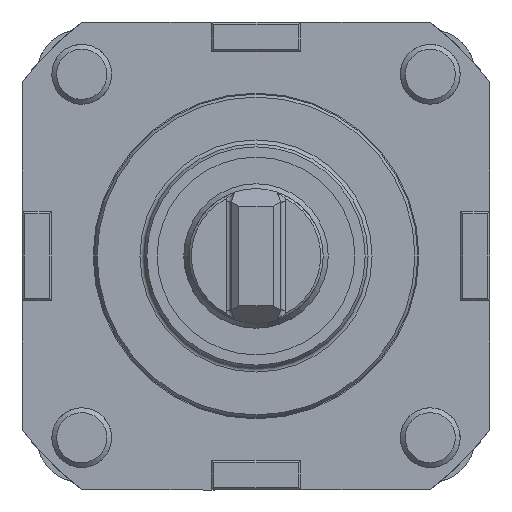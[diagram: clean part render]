
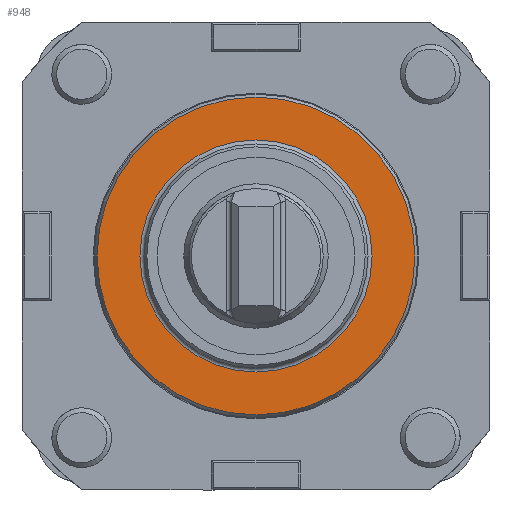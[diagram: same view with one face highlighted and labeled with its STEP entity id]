
A CAD part, front view. The second image highlights one B-rep face of the part: STEP entity #948.
In plain terms, the highlighted planar face has unit normal (0, -1, 0).
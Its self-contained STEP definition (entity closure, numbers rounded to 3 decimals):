
#948 = ADVANCED_FACE ( 'Defeature completata1_42', ( #3226, #20105 ), #20257, .F. ) ;
#1922 = CARTESIAN_POINT ( 'NONE',  ( 0., -32., 31.923 ) ) ;
#2696 = CIRCLE ( 'NONE', #3682, 31.923 ) ;
#3226 = FACE_OUTER_BOUND ( 'NONE', #9646, .T. ) ;
#3682 = AXIS2_PLACEMENT_3D ( 'NONE', #29102, #17222, #22088 ) ;
#3723 = AXIS2_PLACEMENT_3D ( 'NONE', #29624, #8187, #5796 ) ;
#4092 = CARTESIAN_POINT ( 'NONE',  ( 0., -32., 0. ) ) ;
#5796 = DIRECTION ( 'NONE',  ( 0., 0., 1. ) ) ;
#6356 = AXIS2_PLACEMENT_3D ( 'NONE', #4092, #13141, #10638 ) ;
#7601 = EDGE_LOOP ( 'NONE', ( #11322 ) ) ;
#8187 = DIRECTION ( 'NONE',  ( 0., 1., 0. ) ) ;
#9646 = EDGE_LOOP ( 'NONE', ( #23141 ) ) ;
#10638 = DIRECTION ( 'NONE',  ( 0., 0., -1. ) ) ;
#11322 = ORIENTED_EDGE ( 'NONE', *, *, #18786, .F. ) ;
#12667 = EDGE_CURVE ( 'NONE', #15827, #15827, #2696, .T. ) ;
#13141 = DIRECTION ( 'NONE',  ( 0., -1., 0. ) ) ;
#15827 = VERTEX_POINT ( 'NONE', #1922 ) ;
#17222 = DIRECTION ( 'NONE',  ( 0., -1., 0. ) ) ;
#18786 = EDGE_CURVE ( 'NONE', #25965, #25965, #27858, .T. ) ;
#18794 = CARTESIAN_POINT ( 'NONE',  ( 0., -32., -23.3 ) ) ;
#20105 = FACE_BOUND ( 'NONE', #7601, .T. ) ;
#20257 = PLANE ( 'NONE',  #3723 ) ;
#22088 = DIRECTION ( 'NONE',  ( 0., 0., 1. ) ) ;
#23141 = ORIENTED_EDGE ( 'NONE', *, *, #12667, .T. ) ;
#25965 = VERTEX_POINT ( 'NONE', #18794 ) ;
#27858 = CIRCLE ( 'NONE', #6356, 23.3 ) ;
#29102 = CARTESIAN_POINT ( 'NONE',  ( 0., -32., 0. ) ) ;
#29624 = CARTESIAN_POINT ( 'NONE',  ( 0., -32., 23.3 ) ) ;
